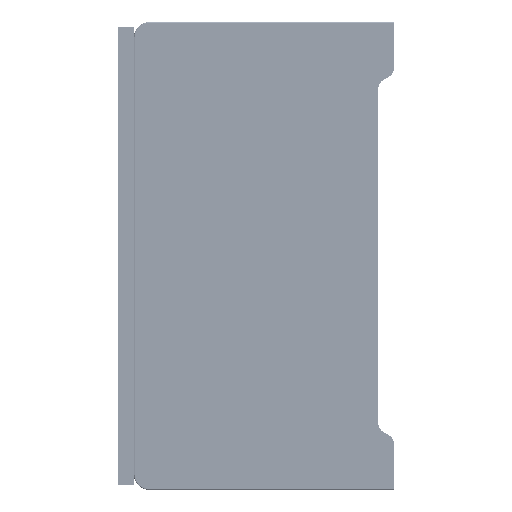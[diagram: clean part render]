
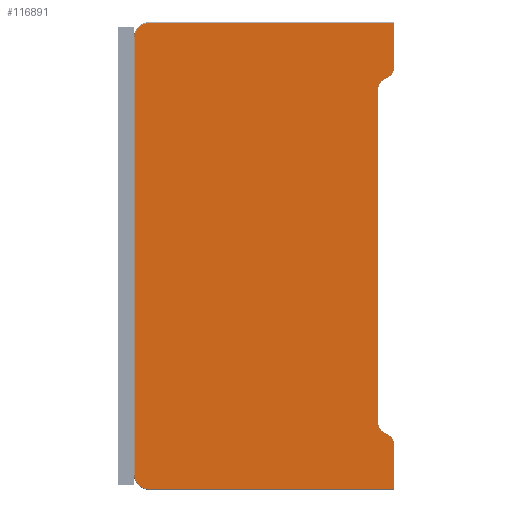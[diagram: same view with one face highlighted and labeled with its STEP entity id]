
A CAD part, left-side view. The second image highlights one B-rep face of the part: STEP entity #116891.
In plain terms, the highlighted planar face has unit normal (-1, 0, 0).
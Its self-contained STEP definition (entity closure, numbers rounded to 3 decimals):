
#8687=DIRECTION('',(0.,-1.,0.));
#8688=VECTOR('',#8687,47.);
#8689=CARTESIAN_POINT('',(0.,47.,
-89.8));
#8690=LINE('',#8689,#8688);
#8710=DIRECTION('',(0.,0.,-1.));
#8711=VECTOR('',#8710,84.);
#8712=CARTESIAN_POINT('',(0.,49.8,
-3.));
#8713=LINE('',#8712,#8711);
#39641=DIRECTION('',(0.,0.,1.));
#39642=VECTOR('',#39641,64.226);
#39643=CARTESIAN_POINT('',(0.,3.,-77.113));
#39644=LINE('',#39643,#39642);
#39683=DIRECTION('',(0.,-0.866,-0.5));
#39684=VECTOR('',#39683,1.309);
#39685=CARTESIAN_POINT('',(0.,2.,
-78.845));
#39686=LINE('',#39685,#39684);
#39687=CARTESIAN_POINT('',(0.,1.732,-81.));
#39688=DIRECTION('',(1.,0.,0.));
#39689=DIRECTION('',(0.,-0.5,0.866));
#39690=AXIS2_PLACEMENT_3D('',#39687,#39688,#39689);
#39692=DIRECTION('',(0.,0.,-1.));
#39693=VECTOR('',#39692,8.8);
#39694=CARTESIAN_POINT('',(0.,0.,-81.));
#39695=LINE('',#39694,#39693);
#39696=CARTESIAN_POINT('',(0.,47.,-87.));
#39697=DIRECTION('',(1.,0.,0.));
#39698=DIRECTION('',(0.,0.,-1.));
#39699=AXIS2_PLACEMENT_3D('',#39696,#39697,#39698);
#39701=CARTESIAN_POINT('',(0.,47.,-3.));
#39702=DIRECTION('',(1.,0.,0.));
#39703=DIRECTION('',(0.,1.,0.));
#39704=AXIS2_PLACEMENT_3D('',#39701,#39702,#39703);
#39706=DIRECTION('',(0.,0.,-1.));
#39707=VECTOR('',#39706,8.8);
#39708=CARTESIAN_POINT('',(0.,0.,-0.2));
#39709=LINE('',#39708,#39707);
#39710=CARTESIAN_POINT('',(0.,1.732,-9.));
#39711=DIRECTION('',(1.,0.,0.));
#39712=DIRECTION('',(0.,-1.,0.));
#39713=AXIS2_PLACEMENT_3D('',#39710,#39711,#39712);
#39715=DIRECTION('',(0.,0.866,-0.5));
#39716=VECTOR('',#39715,1.309);
#39717=CARTESIAN_POINT('',(0.,0.866,-10.5));
#39718=LINE('',#39717,#39716);
#39719=CARTESIAN_POINT('',(0.,1.,-12.887));
#39720=DIRECTION('',(-1.,0.,0.));
#39721=DIRECTION('',(0.,0.5,0.866));
#39722=AXIS2_PLACEMENT_3D('',#39719,#39720,#39721);
#39724=CARTESIAN_POINT('',(0.,1.,-77.113));
#39725=DIRECTION('',(-1.,0.,0.));
#39726=DIRECTION('',(0.,1.,0.));
#39727=AXIS2_PLACEMENT_3D('',#39724,#39725,#39726);
#39729=DIRECTION('',(0.,1.,0.));
#39730=VECTOR('',#39729,47.);
#39731=CARTESIAN_POINT('',(0.,0.,-0.2));
#39732=LINE('',#39731,#39730);
#47025=CARTESIAN_POINT('',(0.,0.,-9.));
#47027=VERTEX_POINT('',#47025);
#47029=CARTESIAN_POINT('',(0.,0.,-0.2));
#47030=VERTEX_POINT('',#47029);
#47032=CARTESIAN_POINT('',(0.,0.866,-10.5));
#47034=VERTEX_POINT('',#47032);
#47035=CARTESIAN_POINT('',(0.,2.,
-11.155));
#47037=VERTEX_POINT('',#47035);
#47040=CARTESIAN_POINT('',(0.,3.,-12.887));
#47042=VERTEX_POINT('',#47040);
#47045=CARTESIAN_POINT('',(0.,3.,-77.113));
#47046=VERTEX_POINT('',#47045);
#47073=CARTESIAN_POINT('',(0.,0.866,-79.5));
#47074=VERTEX_POINT('',#47073);
#47075=CARTESIAN_POINT('',(0.,2.,
-78.845));
#47076=VERTEX_POINT('',#47075);
#47077=CARTESIAN_POINT('',(0.,0.,-81.));
#47078=VERTEX_POINT('',#47077);
#47079=CARTESIAN_POINT('',(0.,0.,-89.8));
#47080=VERTEX_POINT('',#47079);
#47081=CARTESIAN_POINT('',(0.,47.,-89.8));
#47082=VERTEX_POINT('',#47081);
#47083=CARTESIAN_POINT('',(0.,49.8,-87.));
#47084=VERTEX_POINT('',#47083);
#47085=CARTESIAN_POINT('',(0.,49.8,-3.));
#47086=VERTEX_POINT('',#47085);
#47087=CARTESIAN_POINT('',(0.,47.,-0.2));
#47088=VERTEX_POINT('',#47087);
#116869=CARTESIAN_POINT('',(0.,24.9,-45.));
#116870=DIRECTION('',(1.,0.,0.));
#116871=DIRECTION('',(0.,0.,1.));
#116872=AXIS2_PLACEMENT_3D('',#116869,#116870,#116871);
#116873=PLANE('',#116872);
#116874=ORIENTED_EDGE('',*,*,#61803,.T.);
#116875=ORIENTED_EDGE('',*,*,#61818,.T.);
#116876=ORIENTED_EDGE('',*,*,#61837,.T.);
#116877=ORIENTED_EDGE('',*,*,#61889,.F.);
#116878=ORIENTED_EDGE('',*,*,#61902,.T.);
#116879=ORIENTED_EDGE('',*,*,#61916,.F.);
#116880=ORIENTED_EDGE('',*,*,#61931,.T.);
#116882=ORIENTED_EDGE('',*,*,#116881,.F.);
#116883=ORIENTED_EDGE('',*,*,#116772,.T.);
#116884=ORIENTED_EDGE('',*,*,#116789,.T.);
#116885=ORIENTED_EDGE('',*,*,#116803,.T.);
#116886=ORIENTED_EDGE('',*,*,#116817,.T.);
#116887=ORIENTED_EDGE('',*,*,#116833,.F.);
#116888=ORIENTED_EDGE('',*,*,#116862,.T.);
#116889=EDGE_LOOP('',(#116874,#116875,#116876,#116877,#116878,#116879,#116880,
#116882,#116883,#116884,#116885,#116886,#116887,#116888));
#116890=FACE_OUTER_BOUND('',#116889,.F.);
#39691=CIRCLE('',#39690,1.732);
#39700=CIRCLE('',#39699,2.8);
#39705=CIRCLE('',#39704,2.8);
#39714=CIRCLE('',#39713,1.732);
#39723=CIRCLE('',#39722,2.);
#39728=CIRCLE('',#39727,2.);
#61803=EDGE_CURVE('',#47076,#47074,#39686,.T.);
#61818=EDGE_CURVE('',#47074,#47078,#39691,.T.);
#61837=EDGE_CURVE('',#47078,#47080,#39695,.T.);
#61889=EDGE_CURVE('',#47082,#47080,#8690,.T.);
#61902=EDGE_CURVE('',#47082,#47084,#39700,.T.);
#61916=EDGE_CURVE('',#47086,#47084,#8713,.T.);
#61931=EDGE_CURVE('',#47086,#47088,#39705,.T.);
#116772=EDGE_CURVE('',#47030,#47027,#39709,.T.);
#116789=EDGE_CURVE('',#47027,#47034,#39714,.T.);
#116803=EDGE_CURVE('',#47034,#47037,#39718,.T.);
#116817=EDGE_CURVE('',#47037,#47042,#39723,.T.);
#116833=EDGE_CURVE('',#47046,#47042,#39644,.T.);
#116862=EDGE_CURVE('',#47046,#47076,#39728,.T.);
#116881=EDGE_CURVE('',#47030,#47088,#39732,.T.);
#116891=ADVANCED_FACE('',(#116890),#116873,.F.);
